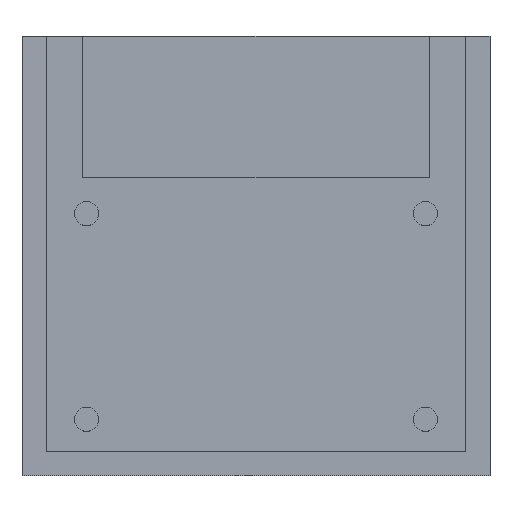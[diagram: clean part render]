
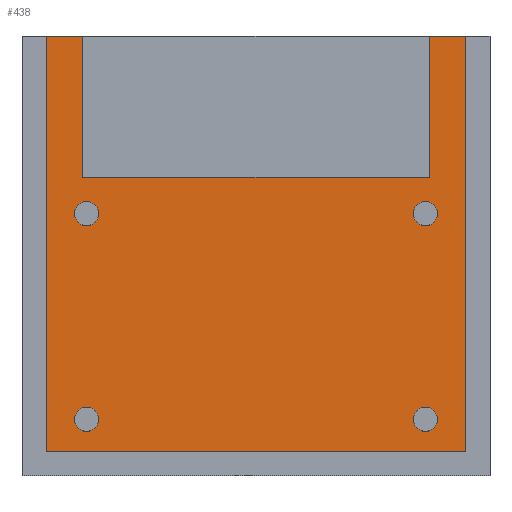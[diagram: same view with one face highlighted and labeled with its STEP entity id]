
A CAD part, top view. The second image highlights one B-rep face of the part: STEP entity #438.
In plain terms, the highlighted planar face has unit normal (0, 0, 1).
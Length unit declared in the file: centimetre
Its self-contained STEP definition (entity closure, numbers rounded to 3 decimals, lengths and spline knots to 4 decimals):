
#38=LINE('',#682,#78);
#39=LINE('',#686,#79);
#42=LINE('',#690,#82);
#43=LINE('',#693,#83);
#45=LINE('',#695,#85);
#47=LINE('',#700,#87);
#50=LINE('',#705,#90);
#52=LINE('',#709,#92);
#53=LINE('',#712,#93);
#55=LINE('',#714,#95);
#56=LINE('',#716,#96);
#57=LINE('',#717,#97);
#78=VECTOR('',#560,1.);
#79=VECTOR('',#563,1.);
#82=VECTOR('',#568,1.);
#83=VECTOR('',#571,1.);
#85=VECTOR('',#573,1.);
#87=VECTOR('',#577,1.);
#90=VECTOR('',#582,1.);
#92=VECTOR('',#586,1.);
#93=VECTOR('',#589,1.);
#95=VECTOR('',#591,1.);
#96=VECTOR('',#594,1.);
#97=VECTOR('',#595,1.);
#116=PLANE('',#480);
#126=FACE_BOUND('',#189,.T.);
#127=FACE_BOUND('',#190,.T.);
#128=FACE_BOUND('',#191,.T.);
#129=FACE_BOUND('',#192,.T.);
#154=FACE_OUTER_BOUND('',#188,.T.);
#188=EDGE_LOOP('',(#391,#392,#393,#394,#395,#396,#397,#398,#399,#400,#401,
#402));
#189=EDGE_LOOP('',(#403));
#190=EDGE_LOOP('',(#404));
#191=EDGE_LOOP('',(#405));
#192=EDGE_LOOP('',(#406));
#195=CIRCLE('',#444,0.075);
#197=CIRCLE('',#448,0.075);
#199=CIRCLE('',#452,0.075);
#207=CIRCLE('',#479,0.075);
#209=VERTEX_POINT('',#608);
#211=VERTEX_POINT('',#614);
#213=VERTEX_POINT('',#620);
#218=VERTEX_POINT('',#632);
#219=VERTEX_POINT('',#633);
#234=VERTEX_POINT('',#674);
#235=VERTEX_POINT('',#675);
#237=VERTEX_POINT('',#684);
#238=VERTEX_POINT('',#685);
#239=VERTEX_POINT('',#692);
#240=VERTEX_POINT('',#697);
#241=VERTEX_POINT('',#699);
#242=VERTEX_POINT('',#703);
#243=VERTEX_POINT('',#707);
#244=VERTEX_POINT('',#711);
#245=VERTEX_POINT('',#719);
#247=EDGE_CURVE('',#209,#209,#195,.T.);
#249=EDGE_CURVE('',#211,#211,#197,.T.);
#251=EDGE_CURVE('',#213,#213,#199,.T.);
#279=EDGE_CURVE('',#234,#235,#38,.F.);
#280=EDGE_CURVE('',#237,#238,#39,.T.);
#283=EDGE_CURVE('',#218,#219,#42,.F.);
#284=EDGE_CURVE('',#219,#239,#43,.F.);
#286=EDGE_CURVE('',#238,#218,#45,.F.);
#288=EDGE_CURVE('',#241,#240,#47,.F.);
#291=EDGE_CURVE('',#242,#241,#50,.F.);
#293=EDGE_CURVE('',#243,#242,#52,.F.);
#294=EDGE_CURVE('',#244,#243,#53,.F.);
#296=EDGE_CURVE('',#240,#239,#55,.F.);
#297=EDGE_CURVE('',#244,#234,#56,.F.);
#298=EDGE_CURVE('',#235,#237,#57,.F.);
#299=EDGE_CURVE('',#245,#245,#207,.T.);
#391=ORIENTED_EDGE('',*,*,#297,.F.);
#392=ORIENTED_EDGE('',*,*,#294,.T.);
#393=ORIENTED_EDGE('',*,*,#293,.T.);
#394=ORIENTED_EDGE('',*,*,#291,.T.);
#395=ORIENTED_EDGE('',*,*,#288,.T.);
#396=ORIENTED_EDGE('',*,*,#296,.T.);
#397=ORIENTED_EDGE('',*,*,#284,.F.);
#398=ORIENTED_EDGE('',*,*,#283,.F.);
#399=ORIENTED_EDGE('',*,*,#286,.F.);
#400=ORIENTED_EDGE('',*,*,#280,.F.);
#401=ORIENTED_EDGE('',*,*,#298,.F.);
#402=ORIENTED_EDGE('',*,*,#279,.F.);
#403=ORIENTED_EDGE('',*,*,#247,.T.);
#404=ORIENTED_EDGE('',*,*,#249,.T.);
#405=ORIENTED_EDGE('',*,*,#251,.T.);
#406=ORIENTED_EDGE('',*,*,#299,.T.);
#438=ADVANCED_FACE('',(#154,#126,#127,#128,#129),#116,.T.);
#444=AXIS2_PLACEMENT_3D('',#609,#488,#489);
#448=AXIS2_PLACEMENT_3D('',#615,#496,#497);
#452=AXIS2_PLACEMENT_3D('',#621,#504,#505);
#479=AXIS2_PLACEMENT_3D('',#720,#598,#599);
#480=AXIS2_PLACEMENT_3D('',#721,#600,#601);
#488=DIRECTION('center_axis',(0.,0.,-1.));
#489=DIRECTION('ref_axis',(1.,0.,0.));
#496=DIRECTION('center_axis',(0.,0.,-1.));
#497=DIRECTION('ref_axis',(1.,0.,0.));
#504=DIRECTION('center_axis',(0.,0.,-1.));
#505=DIRECTION('ref_axis',(1.,0.,0.));
#560=DIRECTION('',(0.,1.,0.));
#563=DIRECTION('',(-1.,0.,0.));
#568=DIRECTION('',(0.,-1.,0.));
#571=DIRECTION('',(0.,-1.,0.));
#573=DIRECTION('',(0.,-1.,0.));
#577=DIRECTION('',(0.,-1.,0.));
#582=DIRECTION('',(1.,0.,0.));
#586=DIRECTION('',(0.,1.,0.));
#589=DIRECTION('',(1.,0.,0.));
#591=DIRECTION('',(1.,0.,0.));
#594=DIRECTION('',(0.,1.,0.));
#595=DIRECTION('',(0.,1.,0.));
#598=DIRECTION('center_axis',(0.,0.,-1.));
#599=DIRECTION('ref_axis',(1.,0.,0.));
#600=DIRECTION('center_axis',(0.,0.,1.));
#601=DIRECTION('ref_axis',(1.,0.,0.));
#608=CARTESIAN_POINT('',(3.425,2.6,0.45));
#609=CARTESIAN_POINT('Origin',(3.5,2.6,0.45));
#614=CARTESIAN_POINT('',(1.325,2.6,0.45));
#615=CARTESIAN_POINT('Origin',(1.4,2.6,0.45));
#620=CARTESIAN_POINT('',(3.425,1.325,0.45));
#621=CARTESIAN_POINT('Origin',(3.5,1.325,0.45));
#632=CARTESIAN_POINT('',(1.15,1.8266,0.45));
#633=CARTESIAN_POINT('',(1.15,2.2234,0.45));
#674=CARTESIAN_POINT('',(3.75,2.2234,0.45));
#675=CARTESIAN_POINT('',(3.75,1.8266,0.45));
#682=CARTESIAN_POINT('',(3.75,2.8125,0.45));
#684=CARTESIAN_POINT('',(3.75,1.125,0.45));
#685=CARTESIAN_POINT('',(1.15,1.125,0.45));
#686=CARTESIAN_POINT('',(3.075,1.125,0.45));
#690=CARTESIAN_POINT('',(1.15,1.525,0.45));
#692=CARTESIAN_POINT('',(1.15,3.7,0.45));
#693=CARTESIAN_POINT('',(1.15,1.525,0.45));
#695=CARTESIAN_POINT('',(1.15,1.525,0.45));
#697=CARTESIAN_POINT('',(1.375,3.7,0.45));
#699=CARTESIAN_POINT('',(1.375,2.825,0.45));
#700=CARTESIAN_POINT('',(1.375,2.325,0.45));
#703=CARTESIAN_POINT('',(3.525,2.825,0.45));
#705=CARTESIAN_POINT('',(3.075,2.825,0.45));
#707=CARTESIAN_POINT('',(3.525,3.7,0.45));
#709=CARTESIAN_POINT('',(3.525,2.875,0.45));
#711=CARTESIAN_POINT('',(3.75,3.7,0.45));
#712=CARTESIAN_POINT('',(3.075,3.7,0.45));
#714=CARTESIAN_POINT('',(1.9,3.7,0.45));
#716=CARTESIAN_POINT('',(3.75,2.8125,0.45));
#717=CARTESIAN_POINT('',(3.75,2.8125,0.45));
#719=CARTESIAN_POINT('',(1.325,1.325,0.45));
#720=CARTESIAN_POINT('Origin',(1.4,1.325,0.45));
#721=CARTESIAN_POINT('Origin',(2.45,1.925,0.45));
